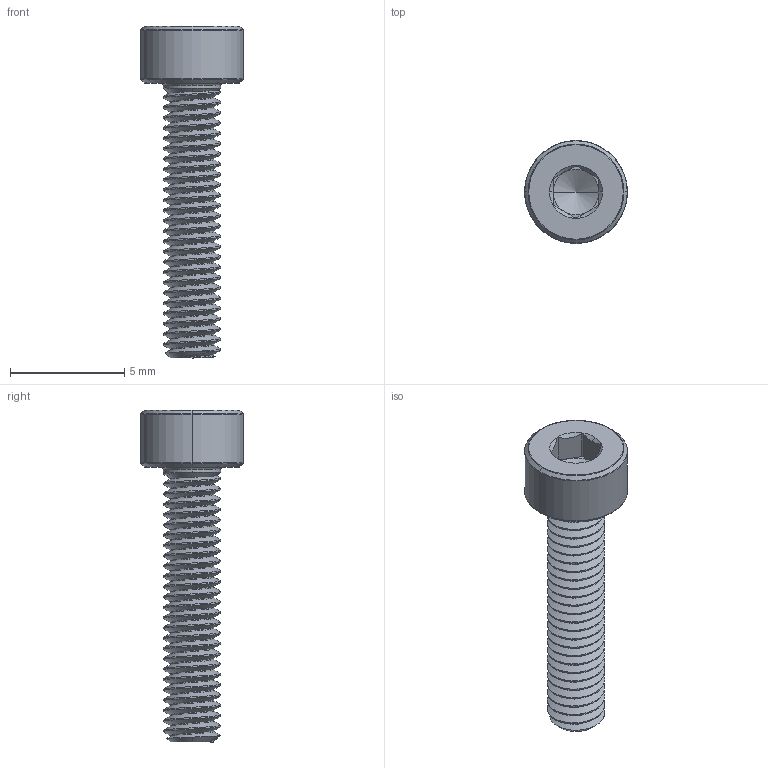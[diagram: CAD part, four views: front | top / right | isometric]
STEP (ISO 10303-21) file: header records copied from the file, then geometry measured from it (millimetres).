
FILE_DESCRIPTION (( 'STEP AP203' ), '1' );
FILE_NAME ('92290A062_Super-Corrosion-Resistant 316 Stainless Steel Socket Head Screw.STEP', '2022-11-29T16:23:42', ( 'Administrator' ), ( 'Managed by Terraform' ), 'SwSTEP 2.0', 'SolidWorks 2017', '' );
FILE_SCHEMA (( 'CONFIG_CONTROL_DESIGN' ));
Length unit declared in the file: millimetre
Products named in the file (1): 92290A062_Super-Corrosion-Resistant 316 Stainless Steel Socket Head Screw
Bounding box: 4.5 x 4.5 x 14.5 mm (x, y, z)
Volume: 81.1 mm3; surface area: 214.5 mm2
Topology: 1 solids, 1 shells, 104 faces, 281 edges, 179 vertices
Faces by surface type: cylinder 61, cone 15, plane 15, torus 10, bspline 3
Entity records: 6544 total; most frequent: CARTESIAN_POINT 4199, ORIENTED_EDGE 558, DIRECTION 408, EDGE_CURVE 279, VERTEX_POINT 179, AXIS2_PLACEMENT_3D 158, EDGE_LOOP 106, FACE_OUTER_BOUND 104
